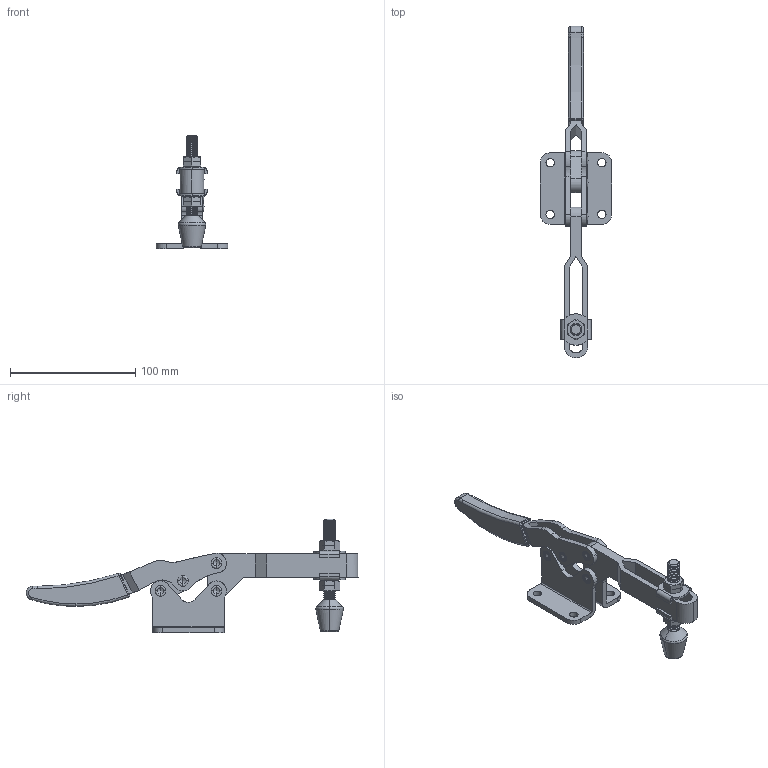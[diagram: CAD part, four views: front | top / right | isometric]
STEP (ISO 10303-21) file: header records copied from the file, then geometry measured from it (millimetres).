
FILE_DESCRIPTION((''),' ');
FILE_NAME('GH-20235.stp',' ',('stephen'),('BIB design'),' ','ACIS 14.0',' ');
FILE_SCHEMA(('automotive_design'));
Length unit declared in the file: inch
Products named in the file (16): Part_381; Part_380; Part_379; Part_378; Part_377; Part_101147; Part_101148; Part_101146; Part_106379; Part_106513; Part_99767; Part_110231; Part_110489; Part_110746; Part_111003; Part_113963
Bounding box: 57.2 x 265.57 x 91.11 mm (x, y, z)
Volume: 93126.5 mm3; surface area: 57162.4 mm2
Topology: 16 solids, 16 shells, 594 faces, 2052 edges, 1491 vertices
Faces by surface type: revolution 351, bspline 124, plane 64, cylinder 35, torus 12, cone 8
Entity records: 53374 total; most frequent: CARTESIAN_POINT 12687, PRESENTATION_STYLE_ASSIGNMENT 4707, COLOUR_RGB 4707, STYLED_ITEM 4145, ORIENTED_EDGE 4088, DIRECTION 3035, CURVE_STYLE 2606, EDGE_CURVE 2044
